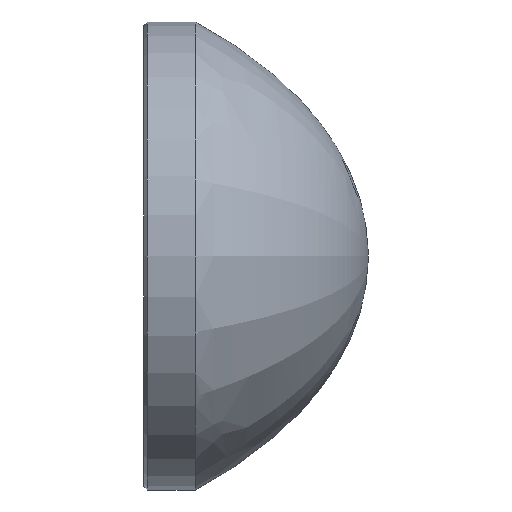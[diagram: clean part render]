
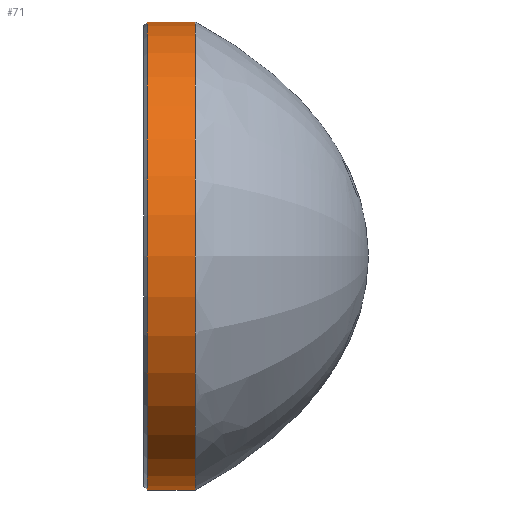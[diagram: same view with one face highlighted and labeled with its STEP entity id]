
A CAD part, left-side view. The second image highlights one B-rep face of the part: STEP entity #71.
In plain terms, the highlighted cylindrical face has radius 12.5 mm (diameter 25 mm), a full revolution.
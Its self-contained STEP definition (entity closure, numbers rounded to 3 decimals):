
#16=CYLINDRICAL_SURFACE('',#92,12.5);
#18=LINE('',#342,#20);
#20=VECTOR('',#110,12.5);
#24=FACE_OUTER_BOUND('',#29,.T.);
#29=EDGE_LOOP('',(#58,#59,#60,#61,#62));
#32=CIRCLE('',#88,12.5);
#33=CIRCLE('',#90,12.5);
#35=CIRCLE('',#93,12.5);
#39=VERTEX_POINT('',#259);
#40=VERTEX_POINT('',#296);
#41=VERTEX_POINT('',#335);
#45=EDGE_CURVE('',#40,#39,#32,.T.);
#46=EDGE_CURVE('',#41,#41,#33,.T.);
#49=EDGE_CURVE('',#39,#40,#35,.T.);
#50=EDGE_CURVE('',#40,#41,#18,.T.);
#58=ORIENTED_EDGE('',*,*,#49,.F.);
#59=ORIENTED_EDGE('',*,*,#45,.F.);
#60=ORIENTED_EDGE('',*,*,#50,.T.);
#61=ORIENTED_EDGE('',*,*,#46,.T.);
#62=ORIENTED_EDGE('',*,*,#50,.F.);
#71=ADVANCED_FACE('',(#24),#16,.T.);
#88=AXIS2_PLACEMENT_3D('',#333,#97,#98);
#90=AXIS2_PLACEMENT_3D('',#336,#101,#102);
#92=AXIS2_PLACEMENT_3D('',#340,#106,#107);
#93=AXIS2_PLACEMENT_3D('',#341,#108,#109);
#97=DIRECTION('center_axis',(0.,-1.,0.));
#98=DIRECTION('ref_axis',(0.,0.,-1.));
#101=DIRECTION('center_axis',(0.,-1.,0.));
#102=DIRECTION('ref_axis',(0.,0.,1.));
#106=DIRECTION('center_axis',(0.,-1.,0.));
#107=DIRECTION('ref_axis',(0.,0.,-1.));
#108=DIRECTION('center_axis',(0.,-1.,0.));
#109=DIRECTION('ref_axis',(0.,0.,-1.));
#110=DIRECTION('',(0.,1.,0.));
#259=CARTESIAN_POINT('',(0.,3.239,-12.5));
#296=CARTESIAN_POINT('',(0.,3.239,12.5));
#333=CARTESIAN_POINT('Origin',(0.,3.239,0.));
#335=CARTESIAN_POINT('',(0.,5.8,12.5));
#336=CARTESIAN_POINT('Origin',(0.,5.8,0.));
#340=CARTESIAN_POINT('Origin',(0.,-6.,0.));
#341=CARTESIAN_POINT('Origin',(0.,3.239,0.));
#342=CARTESIAN_POINT('',(0.,-6.,12.5));
